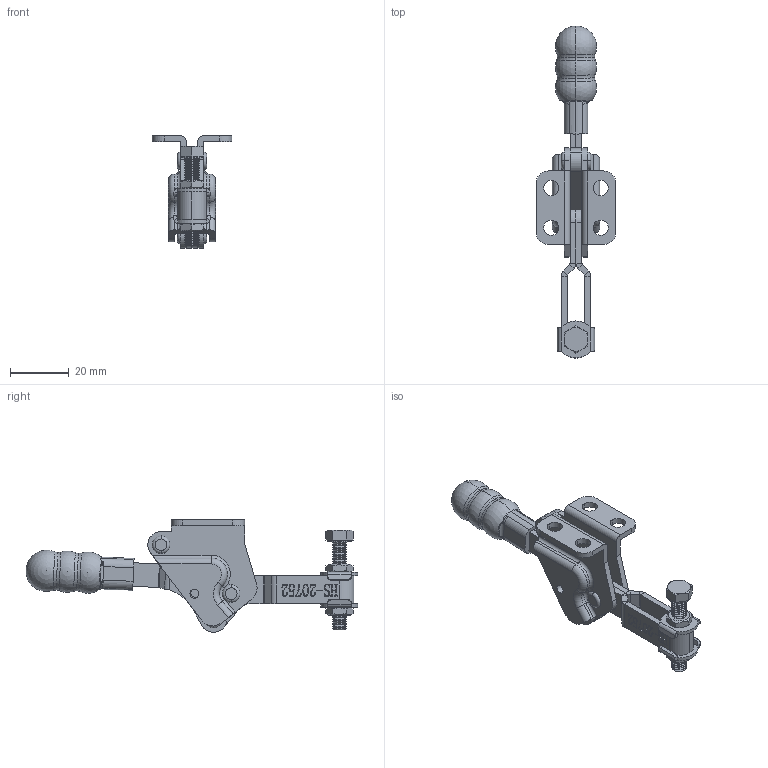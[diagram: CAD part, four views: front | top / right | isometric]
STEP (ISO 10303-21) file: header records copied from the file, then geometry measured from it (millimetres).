
FILE_DESCRIPTION (( 'STEP AP203' ), '1' );
FILE_NAME ('HS-20752-B .STEP', '2019-10-15T06:18:12', ( '微软用户' ), ( '微软中国' ), 'SwSTEP 2.0', 'SolidWorks 2012', '' );
FILE_SCHEMA (( 'CONFIG_CONTROL_DESIGN' ));
Length unit declared in the file: millimetre
Products named in the file (10): HS-20752-B ; hex bolt gradec_as_AS 1111.1 - M5 x 30 x 30-WS; 忒參; FW-100; 菁釱; hex thin nuts-grades ab-chamfered gb_GB_FASTENER_NUT_STNAB M5-N; 揤參; 种; 忒梟酘; 蟀裝
Assembly tree (14 placements, depth 2):
  HS-20752-B 
    蟀裝
    忒梟酘
    种  x4
    揤參
    hex thin nuts-grades ab-chamfered gb_GB_FASTENER_NUT_STNAB M5-N  x2
    菁釱
    FW-100  x2
    忒參
    hex bolt gradec_as_AS 1111.1 - M5 x 30 x 30-WS
Bounding box: 27 x 112.77 x 38.2 mm (x, y, z)
Volume: 15027.6 mm3; surface area: 17282.2 mm2
Topology: 16 solids, 16 shells, 1027 faces, 2655 edges, 1679 vertices
Faces by surface type: plane 381, cylinder 257, cone 172, bspline 166, torus 45, sphere 6
Entity records: 37795 total; most frequent: CARTESIAN_POINT 13752, ORIENTED_EDGE 4966, DIRECTION 4491, EDGE_CURVE 2483, AXIS2_PLACEMENT_3D 1585, VERTEX_POINT 1576, LINE 1321, VECTOR 1321
